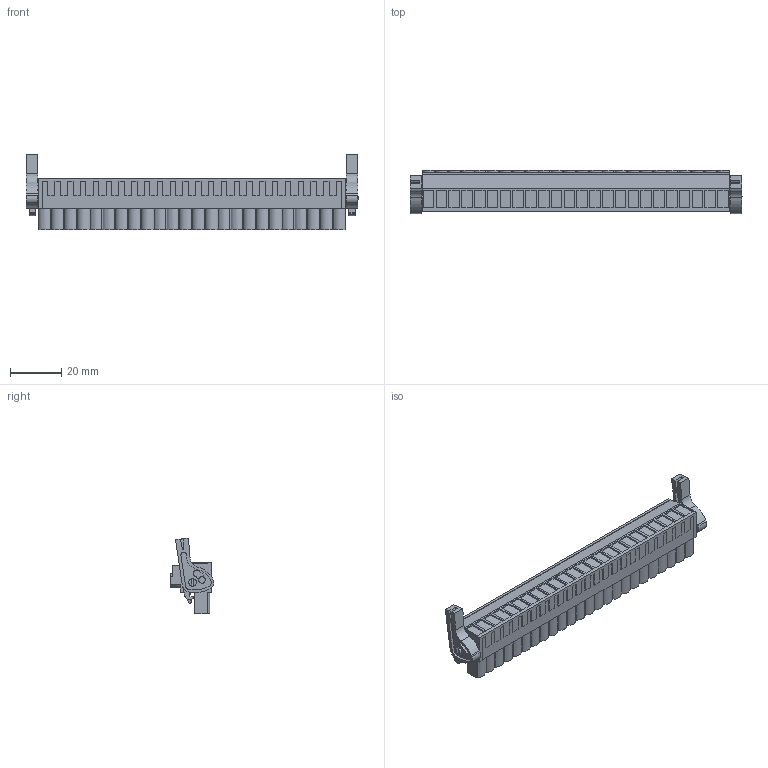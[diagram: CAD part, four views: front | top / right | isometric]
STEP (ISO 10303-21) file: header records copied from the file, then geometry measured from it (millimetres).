
FILE_DESCRIPTION(('CATIA V5 STEP Exchange','CAx-IF Rec.Pracs.--- Model Styling and Organization---1.2---2011-12-15'),'2;1');
FILE_NAME ('D1460365_0_1956150000_1956150000.stp','2017-05-31T13:12:17+00:00',('none'),('Weidmueller'),'CATIA Version 5-6 Release 2014','CATIA V5 STEP AP214','none');
FILE_SCHEMA(('AUTOMOTIVE_DESIGN { 1 0 10303 214 1 1 1 1 }'));
Length unit declared in the file: millimetre
Products named in the file (1): 1956150000
Bounding box: 129.7 x 16.89 x 29.52 mm (x, y, z)
Volume: 24854 mm3; surface area: 14297.4 mm2
Topology: 27 solids, 27 shells, 1574 faces, 4516 edges, 3102 vertices
Faces by surface type: plane 1230, cylinder 342, extrusion 2
Entity records: 48579 total; most frequent: CARTESIAN_POINT 9543, ORIENTED_EDGE 9032, DIRECTION 6398, EDGE_CURVE 4516, VECTOR 3670, LINE 3668, VERTEX_POINT 3102, AXIS2_PLACEMENT_3D 1722
